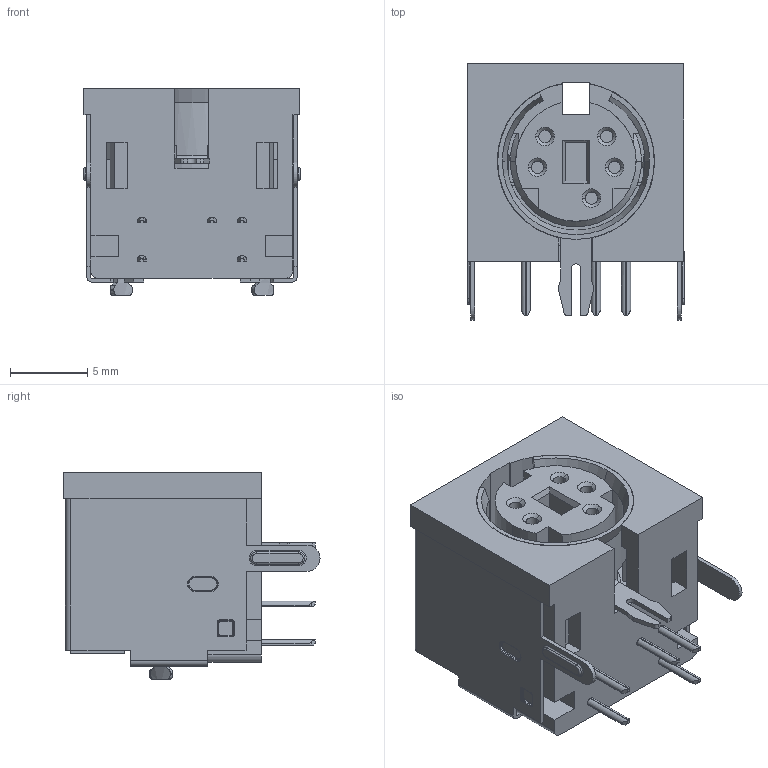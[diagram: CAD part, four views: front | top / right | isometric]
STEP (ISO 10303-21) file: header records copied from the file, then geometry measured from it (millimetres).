
FILE_DESCRIPTION (( 'STEP AP214' ), '1' );
FILE_NAME ('CUI_DEVICES_MD-50SM.step', '2020-11-06T15:27:38', ( '' ), ( '' ), 'SwSTEP 2.0', 'SolidWorks 2020', '' );
FILE_SCHEMA (( 'AUTOMOTIVE_DESIGN' ));
Length unit declared in the file: inch
Products named in the file (1): CUI_DEVICES_MD-50SM
Bounding box: 14.05 x 16.6 x 13.4 mm (x, y, z)
Volume: 1319.1 mm3; surface area: 3181.4 mm2
Topology: 8 solids, 8 shells, 501 faces, 1349 edges, 863 vertices
Faces by surface type: plane 298, cylinder 142, torus 34, cone 19, bspline 8
Entity records: 16032 total; most frequent: CARTESIAN_POINT 3340, ORIENTED_EDGE 2698, DIRECTION 2557, EDGE_CURVE 1349, LINE 909, VECTOR 909, VERTEX_POINT 863, AXIS2_PLACEMENT_3D 824
